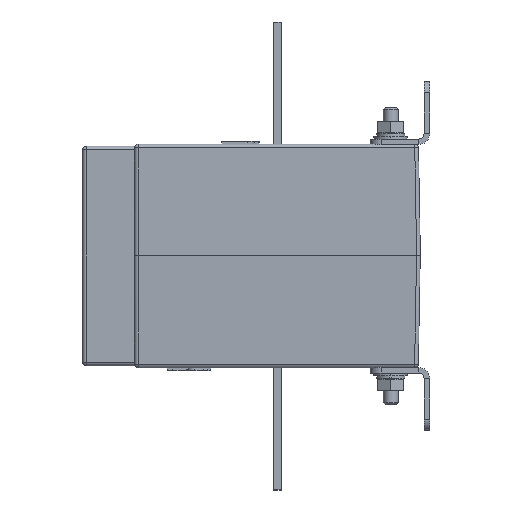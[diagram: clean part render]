
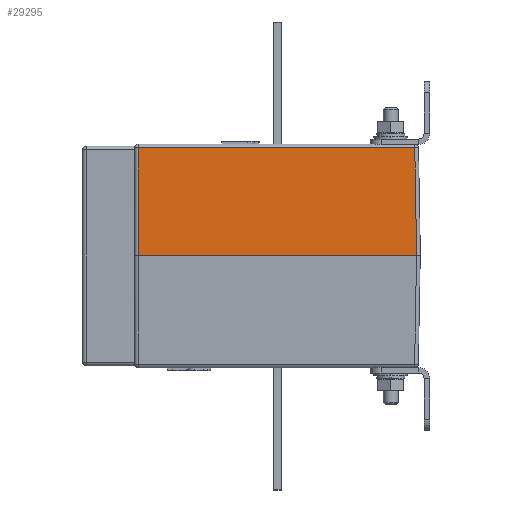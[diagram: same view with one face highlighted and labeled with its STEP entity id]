
A CAD part, left-side view. The second image highlights one B-rep face of the part: STEP entity #29295.
In plain terms, the highlighted face is planar.
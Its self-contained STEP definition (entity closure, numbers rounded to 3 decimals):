
#587 = CARTESIAN_POINT ( 'NONE',  ( 39.493, 37.5, -29.017 ) ) ;
#4173 = LINE ( 'NONE', #21963, #15943 ) ;
#4262 = EDGE_CURVE ( 'NONE', #12995, #4911, #22959, .T. ) ;
#4350 = EDGE_CURVE ( 'NONE', #25289, #18636, #18496, .T. ) ;
#4911 = VERTEX_POINT ( 'NONE', #6484 ) ;
#6214 = ORIENTED_EDGE ( 'NONE', *, *, #4350, .T. ) ;
#6484 = CARTESIAN_POINT ( 'NONE',  ( 40., 37.5, 0. ) ) ;
#8686 = ORIENTED_EDGE ( 'NONE', *, *, #22482, .F. ) ;
#9666 = CARTESIAN_POINT ( 'NONE',  ( 40., -37.5, 0.017 ) ) ;
#9794 = VECTOR ( 'NONE', #24408, 1000. ) ;
#11123 = CARTESIAN_POINT ( 'NONE',  ( 40., -38.5, 0. ) ) ;
#12201 = VECTOR ( 'NONE', #26177, 1000. ) ;
#12940 = CARTESIAN_POINT ( 'NONE',  ( 39.493, -36.994, -29.017 ) ) ;
#12995 = VERTEX_POINT ( 'NONE', #587 ) ;
#13483 = DIRECTION ( 'NONE',  ( 1., 0., -0.017 ) ) ;
#14946 = DIRECTION ( 'NONE',  ( 0., 1., 0. ) ) ;
#15901 = VECTOR ( 'NONE', #16283, 1000. ) ;
#15943 = VECTOR ( 'NONE', #14946, 1000. ) ;
#16283 = DIRECTION ( 'NONE',  ( 0.017, 0., 1. ) ) ;
#16822 = LINE ( 'NONE', #29163, #9794 ) ;
#18496 = LINE ( 'NONE', #9666, #12201 ) ;
#18636 = VERTEX_POINT ( 'NONE', #12940 ) ;
#19084 = AXIS2_PLACEMENT_3D ( 'NONE', #11123, #13483, #30032 ) ;
#20253 = FACE_OUTER_BOUND ( 'NONE', #26167, .T. ) ;
#20653 = ORIENTED_EDGE ( 'NONE', *, *, #4262, .T. ) ;
#21015 = CARTESIAN_POINT ( 'NONE',  ( 40., 37.5, 0. ) ) ;
#21963 = CARTESIAN_POINT ( 'NONE',  ( 39.493, 38.5, -29.017 ) ) ;
#22171 = ORIENTED_EDGE ( 'NONE', *, *, #25109, .T. ) ;
#22482 = EDGE_CURVE ( 'NONE', #25289, #4911, #16822, .T. ) ;
#22959 = LINE ( 'NONE', #21015, #15901 ) ;
#24408 = DIRECTION ( 'NONE',  ( 0., 1., 0. ) ) ;
#25109 = EDGE_CURVE ( 'NONE', #18636, #12995, #4173, .T. ) ;
#25257 = PLANE ( 'NONE',  #19084 ) ;
#25289 = VERTEX_POINT ( 'NONE', #27358 ) ;
#26167 = EDGE_LOOP ( 'NONE', ( #8686, #6214, #22171, #20653 ) ) ;
#26177 = DIRECTION ( 'NONE',  ( -0.017, 0.017, -1. ) ) ;
#27358 = CARTESIAN_POINT ( 'NONE',  ( 40., -37.5, 0. ) ) ;
#29163 = CARTESIAN_POINT ( 'NONE',  ( 40., -38.5, 0. ) ) ;
#29295 = ADVANCED_FACE ( 'NONE', ( #20253 ), #25257, .T. ) ;
#30032 = DIRECTION ( 'NONE',  ( -0.017, 0., -1. ) ) ;
